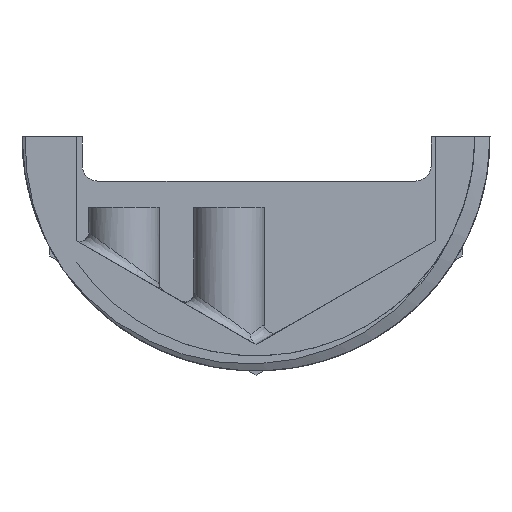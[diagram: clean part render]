
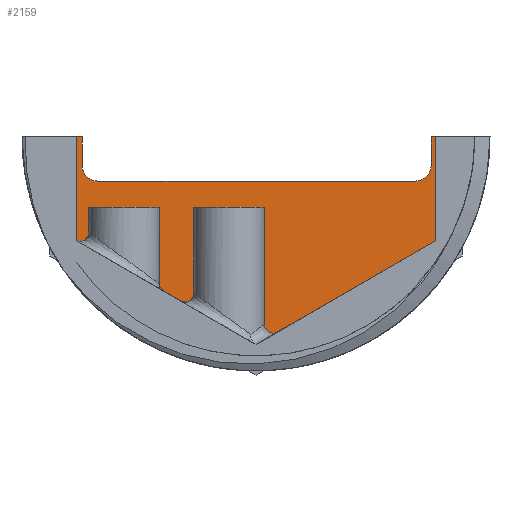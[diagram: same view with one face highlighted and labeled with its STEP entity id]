
A CAD part, left-side view. The second image highlights one B-rep face of the part: STEP entity #2159.
In plain terms, the highlighted planar face has unit normal (-1, 0, 0).
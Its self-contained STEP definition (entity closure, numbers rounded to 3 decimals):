
#198=PLANE('',#2279);
#276=FACE_OUTER_BOUND('',#396,.T.);
#396=EDGE_LOOP('',(#1701,#1702,#1703,#1704,#1705,#1706,#1707,#1708,#1709,
#1710,#1711));
#495=LINE('',#2977,#658);
#518=LINE('',#3114,#681);
#575=LINE('',#3445,#738);
#581=LINE('',#4827,#744);
#582=LINE('',#4830,#745);
#583=LINE('',#4832,#746);
#584=LINE('',#4834,#747);
#585=LINE('',#4836,#748);
#586=LINE('',#4837,#749);
#658=VECTOR('',#2405,10.);
#681=VECTOR('',#2432,10.);
#738=VECTOR('',#2507,10.);
#744=VECTOR('',#2573,10.);
#745=VECTOR('',#2576,10.);
#746=VECTOR('',#2577,10.);
#747=VECTOR('',#2578,10.);
#748=VECTOR('',#2579,10.);
#749=VECTOR('',#2580,10.);
#813=CIRCLE('',#2280,0.9);
#814=CIRCLE('',#2281,0.9);
#877=VERTEX_POINT('',#2974);
#878=VERTEX_POINT('',#2976);
#913=VERTEX_POINT('',#3111);
#914=VERTEX_POINT('',#3113);
#989=VERTEX_POINT('',#3443);
#1005=VERTEX_POINT('',#4824);
#1006=VERTEX_POINT('',#4826);
#1007=VERTEX_POINT('',#4828);
#1008=VERTEX_POINT('',#4831);
#1009=VERTEX_POINT('',#4833);
#1010=VERTEX_POINT('',#4835);
#1098=EDGE_CURVE('',#877,#878,#495,.T.);
#1134=EDGE_CURVE('',#913,#914,#518,.T.);
#1217=EDGE_CURVE('',#989,#913,#575,.T.);
#1273=EDGE_CURVE('',#1005,#989,#813,.T.);
#1274=EDGE_CURVE('',#1006,#1005,#581,.T.);
#1275=EDGE_CURVE('',#1007,#1006,#814,.T.);
#1276=EDGE_CURVE('',#878,#1007,#582,.T.);
#1277=EDGE_CURVE('',#1008,#877,#583,.T.);
#1278=EDGE_CURVE('',#1009,#1008,#584,.T.);
#1279=EDGE_CURVE('',#1010,#1009,#585,.T.);
#1280=EDGE_CURVE('',#914,#1010,#586,.T.);
#1701=ORIENTED_EDGE('',*,*,#1134,.F.);
#1702=ORIENTED_EDGE('',*,*,#1217,.F.);
#1703=ORIENTED_EDGE('',*,*,#1273,.F.);
#1704=ORIENTED_EDGE('',*,*,#1274,.F.);
#1705=ORIENTED_EDGE('',*,*,#1275,.F.);
#1706=ORIENTED_EDGE('',*,*,#1276,.F.);
#1707=ORIENTED_EDGE('',*,*,#1098,.F.);
#1708=ORIENTED_EDGE('',*,*,#1277,.F.);
#1709=ORIENTED_EDGE('',*,*,#1278,.F.);
#1710=ORIENTED_EDGE('',*,*,#1279,.F.);
#1711=ORIENTED_EDGE('',*,*,#1280,.F.);
#2159=ADVANCED_FACE('',(#276),#198,.F.);
#2279=AXIS2_PLACEMENT_3D('',#4823,#2569,#2570);
#2280=AXIS2_PLACEMENT_3D('',#4825,#2571,#2572);
#2281=AXIS2_PLACEMENT_3D('',#4829,#2574,#2575);
#2405=DIRECTION('',(0.,-1.,0.));
#2432=DIRECTION('',(0.,-1.,0.));
#2507=DIRECTION('',(0.,0.,1.));
#2569=DIRECTION('center_axis',(1.,0.,0.));
#2570=DIRECTION('ref_axis',(0.,1.,0.));
#2571=DIRECTION('center_axis',(-1.,0.,0.));
#2572=DIRECTION('ref_axis',(0.,-1.,0.));
#2573=DIRECTION('',(0.,-1.,0.));
#2574=DIRECTION('center_axis',(-1.,0.,0.));
#2575=DIRECTION('ref_axis',(0.,0.,-1.));
#2576=DIRECTION('',(0.,0.,-1.));
#2577=DIRECTION('',(0.,0.,1.));
#2578=DIRECTION('',(0.,0.866,0.5));
#2579=DIRECTION('',(0.,0.866,-0.5));
#2580=DIRECTION('',(0.,0.,-1.));
#2974=CARTESIAN_POINT('',(41.05,111.706,4.));
#2976=CARTESIAN_POINT('',(41.05,111.374,4.));
#2977=CARTESIAN_POINT('',(41.05,101.51,4.));
#3111=CARTESIAN_POINT('',(41.05,91.569,4.));
#3113=CARTESIAN_POINT('',(41.05,91.306,4.));
#3114=CARTESIAN_POINT('',(41.05,101.51,4.));
#3443=CARTESIAN_POINT('',(41.05,91.569,2.394));
#3445=CARTESIAN_POINT('',(41.05,91.569,2.394));
#4823=CARTESIAN_POINT('Origin',(41.05,101.506,4.));
#4824=CARTESIAN_POINT('',(41.05,92.469,1.494));
#4825=CARTESIAN_POINT('Origin',(41.05,92.469,2.394));
#4826=CARTESIAN_POINT('',(41.05,110.474,1.494));
#4827=CARTESIAN_POINT('',(41.05,110.474,1.494));
#4828=CARTESIAN_POINT('',(41.05,111.374,2.394));
#4829=CARTESIAN_POINT('Origin',(41.05,110.474,2.394));
#4830=CARTESIAN_POINT('',(41.05,111.374,10.653));
#4831=CARTESIAN_POINT('',(41.05,111.706,-1.889));
#4832=CARTESIAN_POINT('',(41.05,111.706,0.969));
#4833=CARTESIAN_POINT('',(41.05,101.506,-7.778));
#4834=CARTESIAN_POINT('',(41.05,103.981,-6.349));
#4835=CARTESIAN_POINT('',(41.05,91.306,-1.889));
#4836=CARTESIAN_POINT('',(41.05,93.781,-3.318));
#4837=CARTESIAN_POINT('',(41.05,91.306,7.031));
